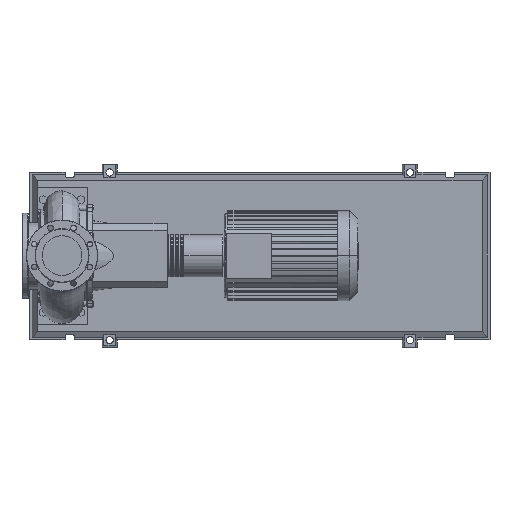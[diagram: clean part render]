
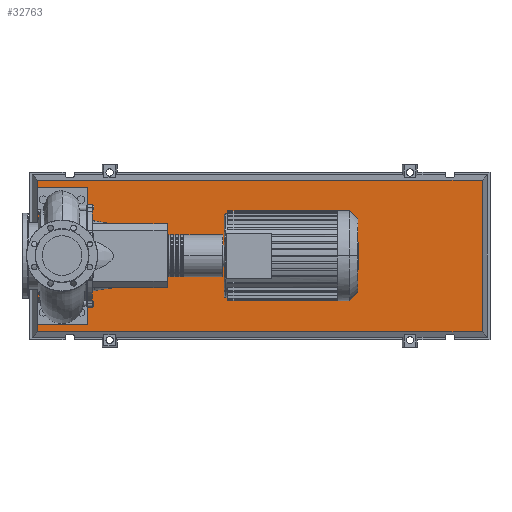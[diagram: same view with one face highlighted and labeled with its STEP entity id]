
A CAD part, top view. The second image highlights one B-rep face of the part: STEP entity #32763.
In plain terms, the highlighted planar face has unit normal (0, 0, 1).
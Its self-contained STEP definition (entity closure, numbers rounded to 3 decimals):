
#32444=CARTESIAN_POINT('',(1678.185,-303.185,123.0));
#32445=VERTEX_POINT('',#32444);
#32452=CARTESIAN_POINT('',(-98.185,-303.185,123.0));
#32453=VERTEX_POINT('',#32452);
#32454=CARTESIAN_POINT('',(1678.185,-303.185,123.0));
#32455=DIRECTION('',(-1.0,0.0,0.0));
#32456=VECTOR('',#32455,1776.37);
#32457=LINE('',#32454,#32456);
#32458=EDGE_CURVE('',#32445,#32453,#32457,.T.);
#32676=CARTESIAN_POINT('',(1678.185,303.185,123.0));
#32677=VERTEX_POINT('',#32676);
#32678=CARTESIAN_POINT('',(1678.185,303.185,123.0));
#32679=DIRECTION('',(0.0,-1.0,0.0));
#32680=VECTOR('',#32679,606.37);
#32681=LINE('',#32678,#32680);
#32682=EDGE_CURVE('',#32677,#32445,#32681,.T.);
#32700=CARTESIAN_POINT('',(-98.185,303.185,123.0));
#32701=VERTEX_POINT('',#32700);
#32702=CARTESIAN_POINT('',(-98.185,-303.185,123.0));
#32703=DIRECTION('',(0.0,1.0,0.0));
#32704=VECTOR('',#32703,606.37);
#32705=LINE('',#32702,#32704);
#32706=EDGE_CURVE('',#32453,#32701,#32705,.T.);
#32739=CARTESIAN_POINT('',(-98.185,303.185,123.0));
#32740=DIRECTION('',(1.0,0.0,0.0));
#32741=VECTOR('',#32740,1776.37);
#32742=LINE('',#32739,#32741);
#32743=EDGE_CURVE('',#32701,#32677,#32742,.T.);
#32752=CARTESIAN_POINT('',(790.,0.,123.0));
#32753=DIRECTION('',(0.0,0.0,1.0));
#32754=DIRECTION('',(1.0,0.0,0.0));
#32755=AXIS2_PLACEMENT_3D('',#32752,#32753,#32754);
#32756=PLANE('',#32755);
#32757=ORIENTED_EDGE('',*,*,#32682,.F.);
#32758=ORIENTED_EDGE('',*,*,#32743,.F.);
#32759=ORIENTED_EDGE('',*,*,#32706,.F.);
#32760=ORIENTED_EDGE('',*,*,#32458,.F.);
#32761=EDGE_LOOP('',(#32757,#32758,#32759,#32760));
#32762=FACE_OUTER_BOUND('',#32761,.T.);
#32763=ADVANCED_FACE('',(#32762),#32756,.T.);
